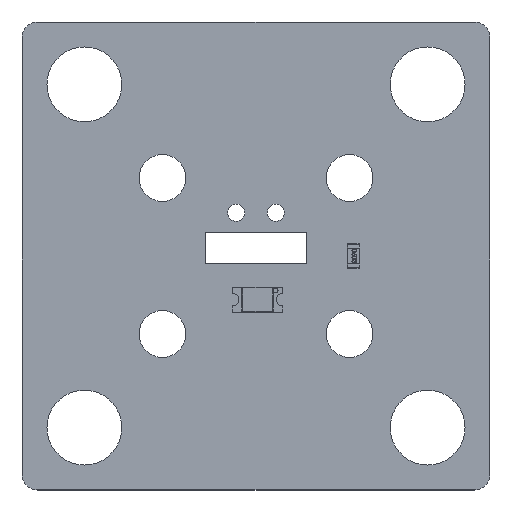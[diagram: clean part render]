
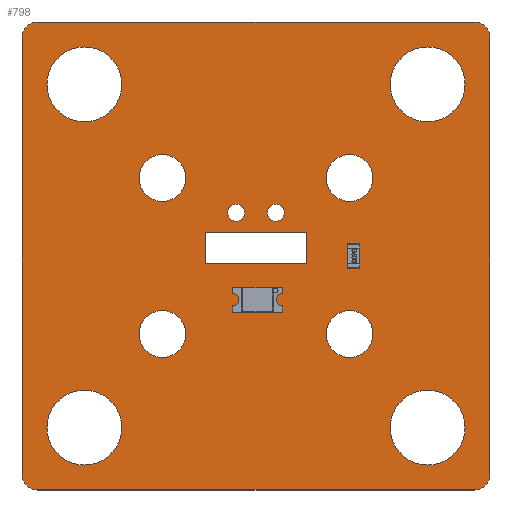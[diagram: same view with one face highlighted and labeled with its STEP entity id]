
A CAD part, top view. The second image highlights one B-rep face of the part: STEP entity #798.
In plain terms, the highlighted planar face has unit normal (0, 0, 1).
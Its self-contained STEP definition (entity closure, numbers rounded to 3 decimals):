
#43 = VERTEX_POINT('',#44);
#44 = CARTESIAN_POINT('',(1.,0.,0.));
#50 = EDGE_CURVE('',#43,#51,#53,.T.);
#51 = VERTEX_POINT('',#52);
#52 = CARTESIAN_POINT('',(0.,1.,0.));
#53 = CIRCLE('',#54,1.);
#54 = AXIS2_PLACEMENT_3D('',#55,#56,#57);
#55 = CARTESIAN_POINT('',(1.,1.,0.));
#56 = DIRECTION('',(0.,0.,-1.));
#57 = DIRECTION('',(0.,-1.,0.));
#83 = EDGE_CURVE('',#51,#84,#86,.T.);
#84 = VERTEX_POINT('',#85);
#85 = CARTESIAN_POINT('',(0.,29.,0.));
#86 = LINE('',#87,#88);
#87 = CARTESIAN_POINT('',(0.,1.,0.));
#88 = VECTOR('',#89,1.);
#89 = DIRECTION('',(0.,1.,0.));
#114 = EDGE_CURVE('',#84,#115,#117,.T.);
#115 = VERTEX_POINT('',#116);
#116 = CARTESIAN_POINT('',(1.,30.,0.));
#117 = CIRCLE('',#118,1.);
#118 = AXIS2_PLACEMENT_3D('',#119,#120,#121);
#119 = CARTESIAN_POINT('',(1.,29.,0.));
#120 = DIRECTION('',(0.,0.,-1.));
#121 = DIRECTION('',(-1.,0.,0.));
#147 = EDGE_CURVE('',#115,#148,#150,.T.);
#148 = VERTEX_POINT('',#149);
#149 = CARTESIAN_POINT('',(29.,30.,0.));
#150 = LINE('',#151,#152);
#151 = CARTESIAN_POINT('',(1.,30.,0.));
#152 = VECTOR('',#153,1.);
#153 = DIRECTION('',(1.,0.,0.));
#178 = EDGE_CURVE('',#148,#179,#181,.T.);
#179 = VERTEX_POINT('',#180);
#180 = CARTESIAN_POINT('',(30.,29.,0.));
#181 = CIRCLE('',#182,1.);
#182 = AXIS2_PLACEMENT_3D('',#183,#184,#185);
#183 = CARTESIAN_POINT('',(29.,29.,0.));
#184 = DIRECTION('',(0.,0.,-1.));
#185 = DIRECTION('',(0.,1.,0.));
#211 = EDGE_CURVE('',#179,#212,#214,.T.);
#212 = VERTEX_POINT('',#213);
#213 = CARTESIAN_POINT('',(30.,1.,0.));
#214 = LINE('',#215,#216);
#215 = CARTESIAN_POINT('',(30.,29.,0.));
#216 = VECTOR('',#217,1.);
#217 = DIRECTION('',(0.,-1.,0.));
#242 = EDGE_CURVE('',#212,#243,#245,.T.);
#243 = VERTEX_POINT('',#244);
#244 = CARTESIAN_POINT('',(29.,0.,0.));
#245 = CIRCLE('',#246,1.);
#246 = AXIS2_PLACEMENT_3D('',#247,#248,#249);
#247 = CARTESIAN_POINT('',(29.,1.,0.));
#248 = DIRECTION('',(0.,0.,-1.));
#249 = DIRECTION('',(1.,0.,0.));
#275 = EDGE_CURVE('',#243,#43,#276,.T.);
#276 = LINE('',#277,#278);
#277 = CARTESIAN_POINT('',(29.,0.,0.));
#278 = VECTOR('',#279,1.);
#279 = DIRECTION('',(-1.,0.,0.));
#299 = VERTEX_POINT('',#300);
#300 = CARTESIAN_POINT('',(6.4,4.,0.));
#306 = EDGE_CURVE('',#299,#299,#307,.T.);
#307 = CIRCLE('',#308,2.4);
#308 = AXIS2_PLACEMENT_3D('',#309,#310,#311);
#309 = CARTESIAN_POINT('',(4.,4.,0.));
#310 = DIRECTION('',(0.,0.,1.));
#311 = DIRECTION('',(1.,0.,0.));
#332 = VERTEX_POINT('',#333);
#333 = CARTESIAN_POINT('',(10.5,10.,0.));
#339 = EDGE_CURVE('',#332,#332,#340,.T.);
#340 = CIRCLE('',#341,1.5);
#341 = AXIS2_PLACEMENT_3D('',#342,#343,#344);
#342 = CARTESIAN_POINT('',(9.,10.,0.));
#343 = DIRECTION('',(0.,0.,1.));
#344 = DIRECTION('',(1.,0.,0.));
#365 = VERTEX_POINT('',#366);
#366 = CARTESIAN_POINT('',(6.4,26.,0.));
#372 = EDGE_CURVE('',#365,#365,#373,.T.);
#373 = CIRCLE('',#374,2.4);
#374 = AXIS2_PLACEMENT_3D('',#375,#376,#377);
#375 = CARTESIAN_POINT('',(4.,26.,0.));
#376 = DIRECTION('',(0.,0.,1.));
#377 = DIRECTION('',(1.,0.,0.));
#398 = VERTEX_POINT('',#399);
#399 = CARTESIAN_POINT('',(18.25,14.5,0.));
#405 = EDGE_CURVE('',#398,#406,#408,.T.);
#406 = VERTEX_POINT('',#407);
#407 = CARTESIAN_POINT('',(18.25,16.5,0.));
#408 = LINE('',#409,#410);
#409 = CARTESIAN_POINT('',(18.25,14.5,0.));
#410 = VECTOR('',#411,1.);
#411 = DIRECTION('',(0.,1.,0.));
#438 = VERTEX_POINT('',#439);
#439 = CARTESIAN_POINT('',(11.75,14.5,0.));
#445 = EDGE_CURVE('',#438,#398,#446,.T.);
#446 = LINE('',#447,#448);
#447 = CARTESIAN_POINT('',(11.75,14.5,0.));
#448 = VECTOR('',#449,1.);
#449 = DIRECTION('',(1.,0.,0.));
#469 = VERTEX_POINT('',#470);
#470 = CARTESIAN_POINT('',(11.75,16.5,0.));
#476 = EDGE_CURVE('',#469,#438,#477,.T.);
#477 = LINE('',#478,#479);
#478 = CARTESIAN_POINT('',(11.75,16.5,0.));
#479 = VECTOR('',#480,1.);
#480 = DIRECTION('',(0.,-1.,0.));
#498 = EDGE_CURVE('',#406,#469,#499,.T.);
#499 = LINE('',#500,#501);
#500 = CARTESIAN_POINT('',(18.25,16.5,0.));
#501 = VECTOR('',#502,1.);
#502 = DIRECTION('',(-1.,0.,0.));
#522 = VERTEX_POINT('',#523);
#523 = CARTESIAN_POINT('',(10.5,20.,0.));
#529 = EDGE_CURVE('',#522,#522,#530,.T.);
#530 = CIRCLE('',#531,1.5);
#531 = AXIS2_PLACEMENT_3D('',#532,#533,#534);
#532 = CARTESIAN_POINT('',(9.,20.,0.));
#533 = DIRECTION('',(0.,0.,1.));
#534 = DIRECTION('',(1.,0.,0.));
#555 = VERTEX_POINT('',#556);
#556 = CARTESIAN_POINT('',(16.82,17.78,0.));
#562 = EDGE_CURVE('',#555,#555,#563,.T.);
#563 = CIRCLE('',#564,0.55);
#564 = AXIS2_PLACEMENT_3D('',#565,#566,#567);
#565 = CARTESIAN_POINT('',(16.27,17.78,0.));
#566 = DIRECTION('',(0.,0.,1.));
#567 = DIRECTION('',(1.,0.,0.));
#588 = VERTEX_POINT('',#589);
#589 = CARTESIAN_POINT('',(28.4,4.,0.));
#595 = EDGE_CURVE('',#588,#588,#596,.T.);
#596 = CIRCLE('',#597,2.4);
#597 = AXIS2_PLACEMENT_3D('',#598,#599,#600);
#598 = CARTESIAN_POINT('',(26.,4.,0.));
#599 = DIRECTION('',(0.,0.,1.));
#600 = DIRECTION('',(1.,0.,0.));
#621 = VERTEX_POINT('',#622);
#622 = CARTESIAN_POINT('',(22.5,10.,0.));
#628 = EDGE_CURVE('',#621,#621,#629,.T.);
#629 = CIRCLE('',#630,1.5);
#630 = AXIS2_PLACEMENT_3D('',#631,#632,#633);
#631 = CARTESIAN_POINT('',(21.,10.,0.));
#632 = DIRECTION('',(0.,0.,1.));
#633 = DIRECTION('',(1.,0.,0.));
#654 = VERTEX_POINT('',#655);
#655 = CARTESIAN_POINT('',(14.28,17.78,0.));
#661 = EDGE_CURVE('',#654,#654,#662,.T.);
#662 = CIRCLE('',#663,0.55);
#663 = AXIS2_PLACEMENT_3D('',#664,#665,#666);
#664 = CARTESIAN_POINT('',(13.73,17.78,0.));
#665 = DIRECTION('',(0.,0.,1.));
#666 = DIRECTION('',(1.,0.,0.));
#687 = VERTEX_POINT('',#688);
#688 = CARTESIAN_POINT('',(22.5,20.,0.));
#694 = EDGE_CURVE('',#687,#687,#695,.T.);
#695 = CIRCLE('',#696,1.5);
#696 = AXIS2_PLACEMENT_3D('',#697,#698,#699);
#697 = CARTESIAN_POINT('',(21.,20.,0.));
#698 = DIRECTION('',(0.,0.,1.));
#699 = DIRECTION('',(1.,0.,0.));
#720 = VERTEX_POINT('',#721);
#721 = CARTESIAN_POINT('',(28.4,26.,0.));
#727 = EDGE_CURVE('',#720,#720,#728,.T.);
#728 = CIRCLE('',#729,2.4);
#729 = AXIS2_PLACEMENT_3D('',#730,#731,#732);
#730 = CARTESIAN_POINT('',(26.,26.,0.));
#731 = DIRECTION('',(0.,0.,1.));
#732 = DIRECTION('',(1.,0.,0.));
#798 = ADVANCED_FACE('',(#799,#809,#812,#815,#818,#824,#827,#830,#833,
    #836,#839,#842),#845,.T.);
#799 = FACE_BOUND('',#800,.F.);
#800 = EDGE_LOOP('',(#801,#802,#803,#804,#805,#806,#807,#808));
#801 = ORIENTED_EDGE('',*,*,#50,.T.);
#802 = ORIENTED_EDGE('',*,*,#83,.T.);
#803 = ORIENTED_EDGE('',*,*,#114,.T.);
#804 = ORIENTED_EDGE('',*,*,#147,.T.);
#805 = ORIENTED_EDGE('',*,*,#178,.T.);
#806 = ORIENTED_EDGE('',*,*,#211,.T.);
#807 = ORIENTED_EDGE('',*,*,#242,.T.);
#808 = ORIENTED_EDGE('',*,*,#275,.T.);
#809 = FACE_BOUND('',#810,.T.);
#810 = EDGE_LOOP('',(#811));
#811 = ORIENTED_EDGE('',*,*,#306,.F.);
#812 = FACE_BOUND('',#813,.T.);
#813 = EDGE_LOOP('',(#814));
#814 = ORIENTED_EDGE('',*,*,#339,.F.);
#815 = FACE_BOUND('',#816,.T.);
#816 = EDGE_LOOP('',(#817));
#817 = ORIENTED_EDGE('',*,*,#372,.F.);
#818 = FACE_BOUND('',#819,.T.);
#819 = EDGE_LOOP('',(#820,#821,#822,#823));
#820 = ORIENTED_EDGE('',*,*,#405,.F.);
#821 = ORIENTED_EDGE('',*,*,#445,.F.);
#822 = ORIENTED_EDGE('',*,*,#476,.F.);
#823 = ORIENTED_EDGE('',*,*,#498,.F.);
#824 = FACE_BOUND('',#825,.T.);
#825 = EDGE_LOOP('',(#826));
#826 = ORIENTED_EDGE('',*,*,#529,.F.);
#827 = FACE_BOUND('',#828,.T.);
#828 = EDGE_LOOP('',(#829));
#829 = ORIENTED_EDGE('',*,*,#562,.F.);
#830 = FACE_BOUND('',#831,.T.);
#831 = EDGE_LOOP('',(#832));
#832 = ORIENTED_EDGE('',*,*,#595,.F.);
#833 = FACE_BOUND('',#834,.T.);
#834 = EDGE_LOOP('',(#835));
#835 = ORIENTED_EDGE('',*,*,#628,.F.);
#836 = FACE_BOUND('',#837,.T.);
#837 = EDGE_LOOP('',(#838));
#838 = ORIENTED_EDGE('',*,*,#661,.F.);
#839 = FACE_BOUND('',#840,.T.);
#840 = EDGE_LOOP('',(#841));
#841 = ORIENTED_EDGE('',*,*,#694,.F.);
#842 = FACE_BOUND('',#843,.T.);
#843 = EDGE_LOOP('',(#844));
#844 = ORIENTED_EDGE('',*,*,#727,.F.);
#845 = PLANE('',#846);
#846 = AXIS2_PLACEMENT_3D('',#847,#848,#849);
#847 = CARTESIAN_POINT('',(1.,0.,0.));
#848 = DIRECTION('',(0.,0.,1.));
#849 = DIRECTION('',(1.,0.,0.));
